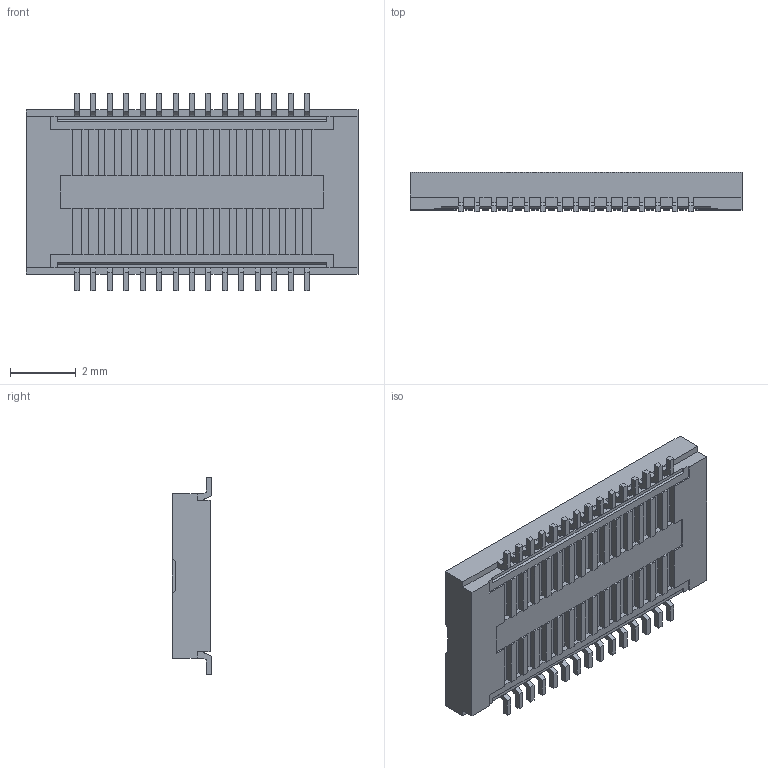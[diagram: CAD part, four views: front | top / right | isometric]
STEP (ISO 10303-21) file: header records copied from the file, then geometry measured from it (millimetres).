
FILE_DESCRIPTION((''),'2;1');
FILE_NAME('547220304','2020-04-16T',('gga'),(''),'PRO/ENGINEER BY PARAMETRIC TECHNOLOGY CORPORATION, 2016010','PRO/ENGINEER BY PARAMETRIC TECHNOLOGY CORPORATION, 2016010','');
FILE_SCHEMA(('CONFIG_CONTROL_DESIGN'));
Length unit declared in the file: millimetre
Products named in the file (1): 547220304
Bounding box: 10.1 x 1.2 x 6 mm (x, y, z)
Volume: 41.7 mm3; surface area: 209.9 mm2
Topology: 1 solids, 1 shells, 939 faces, 2624 edges, 1748 vertices
Faces by surface type: plane 751, cylinder 188
Entity records: 29599 total; most frequent: CARTESIAN_POINT 5192, ORIENTED_EDGE 5008, DIRECTION 4880, EDGE_CURVE 2504, VECTOR 2248, LINE 2248, VERTEX_POINT 1628, AXIS2_PLACEMENT_3D 1316
